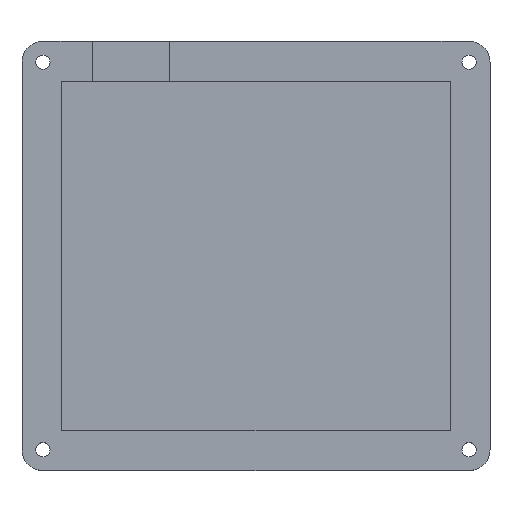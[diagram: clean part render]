
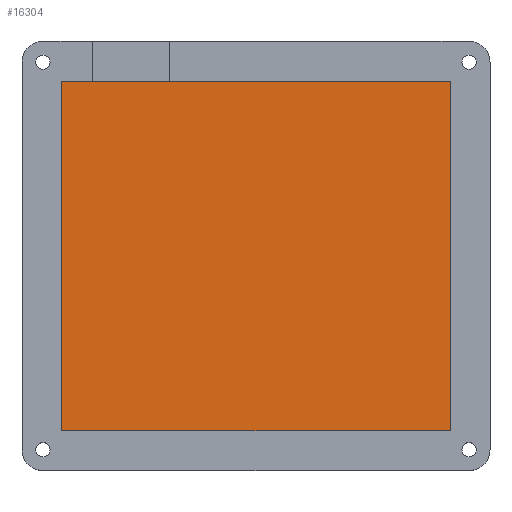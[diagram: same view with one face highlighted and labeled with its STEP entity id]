
A CAD part, top view. The second image highlights one B-rep face of the part: STEP entity #16304.
In plain terms, the highlighted planar face has unit normal (0, 0, 1).
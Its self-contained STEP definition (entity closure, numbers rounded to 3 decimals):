
#14312 = VERTEX_POINT('',#14313);
#14313 = CARTESIAN_POINT('',(26.772,-9.5,3.));
#14319 = EDGE_CURVE('',#14312,#14320,#14322,.T.);
#14320 = VERTEX_POINT('',#14321);
#14321 = CARTESIAN_POINT('',(-65.858,-9.5,3.));
#14322 = LINE('',#14323,#14324);
#14323 = CARTESIAN_POINT('',(26.772,-9.5,3.));
#14324 = VECTOR('',#14325,1.);
#14325 = DIRECTION('',(-1.,0.,0.));
#14346 = EDGE_CURVE('',#14320,#14347,#14349,.T.);
#14347 = VERTEX_POINT('',#14348);
#14348 = CARTESIAN_POINT('',(-65.858,-92.91,3.));
#14349 = LINE('',#14350,#14351);
#14350 = CARTESIAN_POINT('',(-65.858,-9.5,3.));
#14351 = VECTOR('',#14352,1.);
#14352 = DIRECTION('',(0.,-1.,0.));
#14370 = EDGE_CURVE('',#14347,#14371,#14373,.T.);
#14371 = VERTEX_POINT('',#14372);
#14372 = CARTESIAN_POINT('',(26.772,-92.91,3.));
#14373 = LINE('',#14374,#14375);
#14374 = CARTESIAN_POINT('',(-65.858,-92.91,3.));
#14375 = VECTOR('',#14376,1.);
#14376 = DIRECTION('',(1.,0.,0.));
#14394 = EDGE_CURVE('',#14371,#14312,#14395,.T.);
#14395 = LINE('',#14396,#14397);
#14396 = CARTESIAN_POINT('',(26.772,-92.91,3.));
#14397 = VECTOR('',#14398,1.);
#14398 = DIRECTION('',(0.,1.,0.));
#16304 = ADVANCED_FACE('',(#16305),#16311,.T.);
#16305 = FACE_BOUND('',#16306,.T.);
#16306 = EDGE_LOOP('',(#16307,#16308,#16309,#16310));
#16307 = ORIENTED_EDGE('',*,*,#14346,.T.);
#16308 = ORIENTED_EDGE('',*,*,#14370,.T.);
#16309 = ORIENTED_EDGE('',*,*,#14394,.T.);
#16310 = ORIENTED_EDGE('',*,*,#14319,.T.);
#16311 = PLANE('',#16312);
#16312 = AXIS2_PLACEMENT_3D('',#16313,#16314,#16315);
#16313 = CARTESIAN_POINT('',(-19.543,-51.205,3.));
#16314 = DIRECTION('',(0.,0.,1.));
#16315 = DIRECTION('',(1.,0.,0.));
